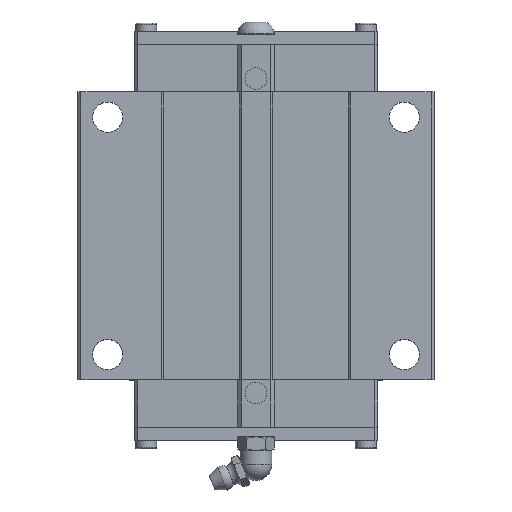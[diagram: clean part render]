
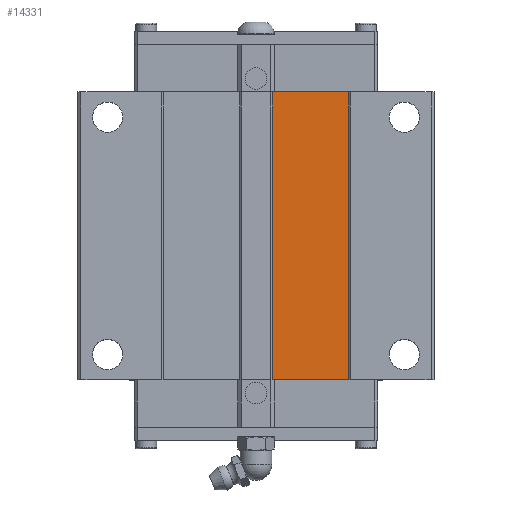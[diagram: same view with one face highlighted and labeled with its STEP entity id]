
A CAD part, top view. The second image highlights one B-rep face of the part: STEP entity #14331.
In plain terms, the highlighted planar face has unit normal (0, 0, 1).
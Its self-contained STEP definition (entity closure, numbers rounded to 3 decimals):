
#13 = LINE ( 'NONE', #22078, #3196 ) ;
#1265 = CARTESIAN_POINT ( 'NONE',  ( 31.25, 117.501, 59.5 ) ) ;
#1368 = EDGE_CURVE ( 'NONE', #12094, #22605, #13, .T. ) ;
#2884 = DIRECTION ( 'NONE',  ( 0., -1., 0. ) ) ;
#3183 = DIRECTION ( 'NONE',  ( 1., 0., 0. ) ) ;
#3196 = VECTOR ( 'NONE', #10925, 1000. ) ;
#3684 = ORIENTED_EDGE ( 'NONE', *, *, #4402, .F. ) ;
#4402 = EDGE_CURVE ( 'NONE', #19014, #12094, #10970, .T. ) ;
#4581 = LINE ( 'NONE', #12083, #5445 ) ;
#5112 = CARTESIAN_POINT ( 'NONE',  ( 0., 117.501, 59.5 ) ) ;
#5445 = VECTOR ( 'NONE', #2884, 1000. ) ;
#5547 = EDGE_CURVE ( 'NONE', #9872, #22605, #4581, .T. ) ;
#5726 = CARTESIAN_POINT ( 'NONE',  ( 31.25, 20.501, 59.5 ) ) ;
#6931 = ORIENTED_EDGE ( 'NONE', *, *, #15835, .F. ) ;
#7000 = CARTESIAN_POINT ( 'NONE',  ( 0., 166.001, 59.5 ) ) ;
#7345 = DIRECTION ( 'NONE',  ( 0., -1., 0. ) ) ;
#8446 = EDGE_LOOP ( 'NONE', ( #19999, #9423, #3684, #6931 ) ) ;
#9046 = CARTESIAN_POINT ( 'NONE',  ( 31.25, 166.001, 59.5 ) ) ;
#9423 = ORIENTED_EDGE ( 'NONE', *, *, #1368, .F. ) ;
#9872 = VERTEX_POINT ( 'NONE', #12423 ) ;
#10925 = DIRECTION ( 'NONE',  ( -1., 0., 0. ) ) ;
#10970 = LINE ( 'NONE', #9046, #10999 ) ;
#10999 = VECTOR ( 'NONE', #7345, 1000. ) ;
#12083 = CARTESIAN_POINT ( 'NONE',  ( 5.5, 141.751, 59.5 ) ) ;
#12094 = VERTEX_POINT ( 'NONE', #5726 ) ;
#12423 = CARTESIAN_POINT ( 'NONE',  ( 5.5, 117.501, 59.5 ) ) ;
#12556 = FACE_OUTER_BOUND ( 'NONE', #8446, .T. ) ;
#14331 = ADVANCED_FACE ( 'NONE', ( #12556 ), #23241, .F. ) ;
#15835 = EDGE_CURVE ( 'NONE', #9872, #19014, #21588, .T. ) ;
#16202 = DIRECTION ( 'NONE',  ( 0., -1., 0. ) ) ;
#18636 = CARTESIAN_POINT ( 'NONE',  ( 5.5, 20.501, 59.5 ) ) ;
#18949 = AXIS2_PLACEMENT_3D ( 'NONE', #7000, #19955, #16202 ) ;
#19014 = VERTEX_POINT ( 'NONE', #1265 ) ;
#19955 = DIRECTION ( 'NONE',  ( 0., 0., -1. ) ) ;
#19999 = ORIENTED_EDGE ( 'NONE', *, *, #5547, .T. ) ;
#21588 = LINE ( 'NONE', #5112, #23545 ) ;
#22078 = CARTESIAN_POINT ( 'NONE',  ( 0., 20.501, 59.5 ) ) ;
#22605 = VERTEX_POINT ( 'NONE', #18636 ) ;
#23241 = PLANE ( 'NONE',  #18949 ) ;
#23545 = VECTOR ( 'NONE', #3183, 1000. ) ;
